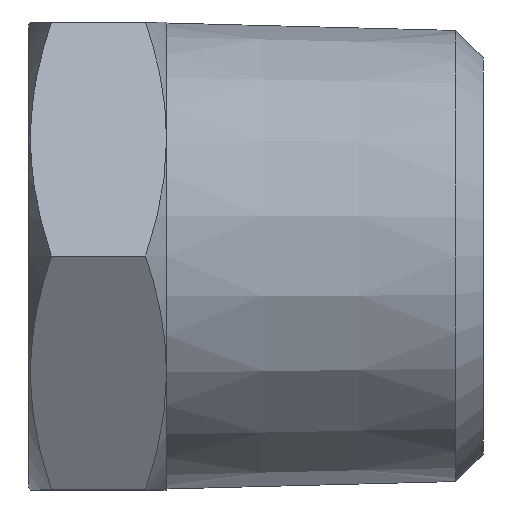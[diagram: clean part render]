
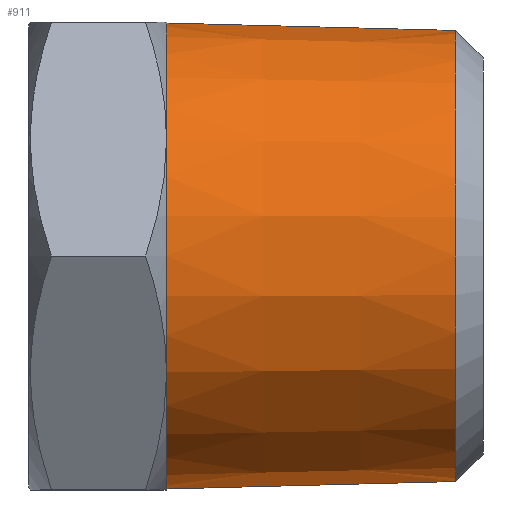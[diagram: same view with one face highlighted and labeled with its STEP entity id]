
A CAD part, left-side view. The second image highlights one B-rep face of the part: STEP entity #911.
In plain terms, the highlighted conical face has half-angle 1.47 degrees and reference radius 8.462 mm.
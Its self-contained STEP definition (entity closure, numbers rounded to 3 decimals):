
#46 = AXIS2_PLACEMENT_3D ( 'NONE', #765, #767, #769 ) ;
#50 = CIRCLE ( 'NONE', #46, 8.192 ) ;
#64 = CONICAL_SURFACE ( 'NONE', #76, 8.462, 0.026 ) ;
#76 = AXIS2_PLACEMENT_3D ( 'NONE', #708, #709, #698 ) ;
#91 = LINE ( 'NONE', #545, #167 ) ;
#93 = FACE_OUTER_BOUND ( 'NONE', #242, .T. ) ;
#144 = LINE ( 'NONE', #501, #164 ) ;
#164 = VECTOR ( 'NONE', #499, 1000. ) ;
#167 = VECTOR ( 'NONE', #538, 1000. ) ;
#242 = EDGE_LOOP ( 'NONE', ( #884, #886, #812, #873 ) ) ;
#260 = AXIS2_PLACEMENT_3D ( 'NONE', #778, #777, #762 ) ;
#277 = CIRCLE ( 'NONE', #260, 8.462 ) ;
#296 = EDGE_CURVE ( 'NONE', #885, #849, #50, .T. ) ;
#299 = EDGE_CURVE ( 'NONE', #827, #835, #277, .T. ) ;
#338 = EDGE_CURVE ( 'NONE', #849, #835, #91, .T. ) ;
#341 = EDGE_CURVE ( 'NONE', #885, #827, #144, .T. ) ;
#370 = CARTESIAN_POINT ( 'NONE',  ( 0., 11.5, 8.462 ) ) ;
#499 = DIRECTION ( 'NONE',  ( 0., 1., 0.026 ) ) ;
#501 = CARTESIAN_POINT ( 'NONE',  ( 0., 11.5, 8.462 ) ) ;
#538 = DIRECTION ( 'NONE',  ( 0., 1., -0.026 ) ) ;
#545 = CARTESIAN_POINT ( 'NONE',  ( 0., 11.5, -8.462 ) ) ;
#678 = CARTESIAN_POINT ( 'NONE',  ( 0., 1., 8.192 ) ) ;
#698 = DIRECTION ( 'NONE',  ( 0., 0., 1. ) ) ;
#708 = CARTESIAN_POINT ( 'NONE',  ( 0., 11.5, 0. ) ) ;
#709 = DIRECTION ( 'NONE',  ( 0., 1., 0. ) ) ;
#725 = CARTESIAN_POINT ( 'NONE',  ( 0., 1., -8.192 ) ) ;
#737 = CARTESIAN_POINT ( 'NONE',  ( 0., 11.5, -8.462 ) ) ;
#762 = DIRECTION ( 'NONE',  ( 0., 0., -1. ) ) ;
#765 = CARTESIAN_POINT ( 'NONE',  ( 0., 1., 0. ) ) ;
#767 = DIRECTION ( 'NONE',  ( 0., -1., 0. ) ) ;
#769 = DIRECTION ( 'NONE',  ( 0., 0., -1. ) ) ;
#777 = DIRECTION ( 'NONE',  ( 0., -1., 0. ) ) ;
#778 = CARTESIAN_POINT ( 'NONE',  ( 0., 11.5, 0. ) ) ;
#812 = ORIENTED_EDGE ( 'NONE', *, *, #341, .T. ) ;
#827 = VERTEX_POINT ( 'NONE', #370 ) ;
#835 = VERTEX_POINT ( 'NONE', #737 ) ;
#849 = VERTEX_POINT ( 'NONE', #725 ) ;
#873 = ORIENTED_EDGE ( 'NONE', *, *, #299, .T. ) ;
#884 = ORIENTED_EDGE ( 'NONE', *, *, #338, .F. ) ;
#885 = VERTEX_POINT ( 'NONE', #678 ) ;
#886 = ORIENTED_EDGE ( 'NONE', *, *, #296, .F. ) ;
#911 = ADVANCED_FACE ( 'NONE', ( #93 ), #64, .T. ) ;
